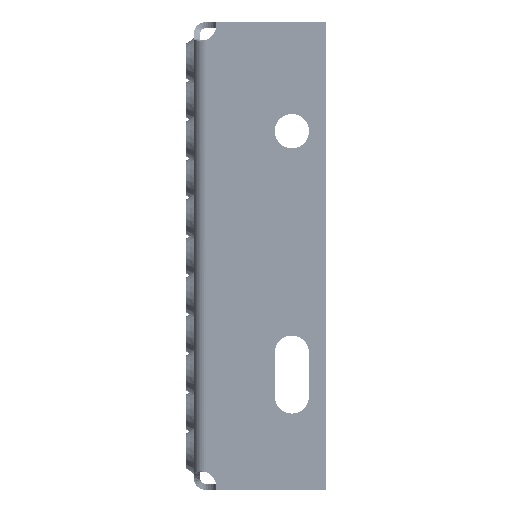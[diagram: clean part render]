
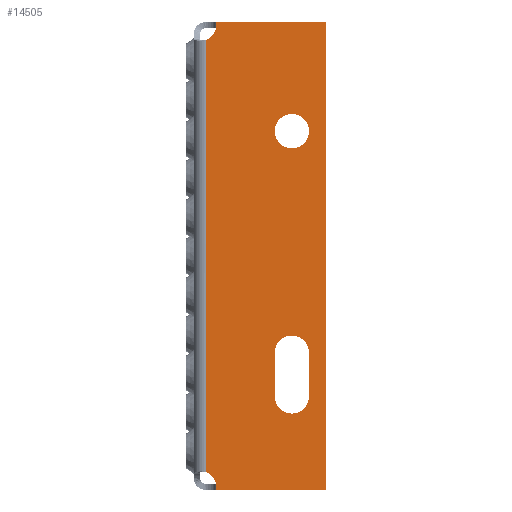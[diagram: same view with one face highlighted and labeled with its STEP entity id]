
A CAD part, left-side view. The second image highlights one B-rep face of the part: STEP entity #14505.
In plain terms, the highlighted planar face has unit normal (-1, 0, 0).
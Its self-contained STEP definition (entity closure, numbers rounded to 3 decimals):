
#369 = CIRCLE ( 'NONE', #60490, 5. ) ;
#380 = DIRECTION ( 'NONE',  ( 0., 0., 1. ) ) ;
#1077 = EDGE_CURVE ( 'NONE', #123463, #101942, #369, .T. ) ;
#4101 = VERTEX_POINT ( 'NONE', #53847 ) ;
#4492 = ORIENTED_EDGE ( 'NONE', *, *, #119160, .T. ) ;
#5711 = FACE_OUTER_BOUND ( 'NONE', #27488, .T. ) ;
#6443 = LINE ( 'NONE', #66724, #113538 ) ;
#6873 = DIRECTION ( 'NONE',  ( 0., 0., -1. ) ) ;
#7075 = ORIENTED_EDGE ( 'NONE', *, *, #131052, .T. ) ;
#8938 = ORIENTED_EDGE ( 'NONE', *, *, #72596, .T. ) ;
#9782 = DIRECTION ( 'NONE',  ( 0., -1., 0. ) ) ;
#9987 = CARTESIAN_POINT ( 'NONE',  ( -400., -4., 69.302 ) ) ;
#13013 = AXIS2_PLACEMENT_3D ( 'NONE', #28482, #100938, #38905 ) ;
#13287 = DIRECTION ( 'NONE',  ( -1., 0., 0. ) ) ;
#14487 = CARTESIAN_POINT ( 'NONE',  ( -400., -7.187, 75. ) ) ;
#14505 = ADVANCED_FACE ( 'NONE', ( #33393, #88469, #5711 ), #84597, .T. ) ;
#14648 = ORIENTED_EDGE ( 'NONE', *, *, #42224, .F. ) ;
#19574 = DIRECTION ( 'NONE',  ( 0., 0., 1. ) ) ;
#20150 = EDGE_CURVE ( 'NONE', #41749, #131802, #134240, .T. ) ;
#20430 = VECTOR ( 'NONE', #19574, 1000. ) ;
#22939 = DIRECTION ( 'NONE',  ( 0., 0., 1. ) ) ;
#25590 = ORIENTED_EDGE ( 'NONE', *, *, #1077, .T. ) ;
#27249 = ORIENTED_EDGE ( 'NONE', *, *, #75775, .F. ) ;
#27340 = CARTESIAN_POINT ( 'NONE',  ( -400., -25.998, -74. ) ) ;
#27488 = EDGE_LOOP ( 'NONE', ( #31140, #25590, #71901, #8938, #4492, #7075 ) ) ;
#28482 = CARTESIAN_POINT ( 'NONE',  ( -400., -31.498, 40. ) ) ;
#30454 = CARTESIAN_POINT ( 'NONE',  ( -400., -42.498, 75. ) ) ;
#31140 = ORIENTED_EDGE ( 'NONE', *, *, #97226, .F. ) ;
#33393 = FACE_BOUND ( 'NONE', #43097, .T. ) ;
#34426 = CIRCLE ( 'NONE', #64213, 5.5 ) ;
#35973 = DIRECTION ( 'NONE',  ( 0., 0., 1. ) ) ;
#36085 = CARTESIAN_POINT ( 'NONE',  ( -400., -36.998, 40. ) ) ;
#37881 = EDGE_CURVE ( 'NONE', #4101, #123235, #44439, .T. ) ;
#38905 = DIRECTION ( 'NONE',  ( 0., -1., 0. ) ) ;
#39648 = CARTESIAN_POINT ( 'NONE',  ( -400., -31.498, -45. ) ) ;
#41749 = VERTEX_POINT ( 'NONE', #109487 ) ;
#42224 = EDGE_CURVE ( 'NONE', #123235, #132380, #57771, .T. ) ;
#42332 = DIRECTION ( 'NONE',  ( 0., 0., 1. ) ) ;
#43097 = EDGE_LOOP ( 'NONE', ( #78991, #128547, #27249, #14648 ) ) ;
#43839 = EDGE_CURVE ( 'NONE', #99213, #4101, #6443, .T. ) ;
#44439 = CIRCLE ( 'NONE', #62912, 5.5 ) ;
#48107 = VERTEX_POINT ( 'NONE', #107494 ) ;
#48252 = AXIS2_PLACEMENT_3D ( 'NONE', #115914, #85055, #22939 ) ;
#49079 = ORIENTED_EDGE ( 'NONE', *, *, #129802, .F. ) ;
#50022 = DIRECTION ( 'NONE',  ( 0., -1., 0. ) ) ;
#50874 = CARTESIAN_POINT ( 'NONE',  ( -400., -42.498, -75. ) ) ;
#52446 = CARTESIAN_POINT ( 'NONE',  ( -400., -2.288, -74. ) ) ;
#53847 = CARTESIAN_POINT ( 'NONE',  ( -400., -36.998, -31. ) ) ;
#57369 = VERTEX_POINT ( 'NONE', #9987 ) ;
#57465 = CARTESIAN_POINT ( 'NONE',  ( -400., -36.998, -45. ) ) ;
#57771 = LINE ( 'NONE', #27340, #134106 ) ;
#60490 = AXIS2_PLACEMENT_3D ( 'NONE', #52446, #125008, #62850 ) ;
#62485 = DIRECTION ( 'NONE',  ( 1., 0., 0. ) ) ;
#62850 = DIRECTION ( 'NONE',  ( 0., 0., 1. ) ) ;
#62912 = AXIS2_PLACEMENT_3D ( 'NONE', #134148, #71961, #9782 ) ;
#63794 = LINE ( 'NONE', #84620, #84905 ) ;
#64213 = AXIS2_PLACEMENT_3D ( 'NONE', #39648, #112094, #50022 ) ;
#66724 = CARTESIAN_POINT ( 'NONE',  ( -400., -36.998, -74. ) ) ;
#71901 = ORIENTED_EDGE ( 'NONE', *, *, #115298, .T. ) ;
#71961 = DIRECTION ( 'NONE',  ( -1., 0., 0. ) ) ;
#72596 = EDGE_CURVE ( 'NONE', #48107, #126162, #75624, .T. ) ;
#75453 = CARTESIAN_POINT ( 'NONE',  ( -400., -31.498, 40. ) ) ;
#75624 = LINE ( 'NONE', #50874, #20430 ) ;
#75775 = EDGE_CURVE ( 'NONE', #132380, #99213, #34426, .T. ) ;
#75871 = AXIS2_PLACEMENT_3D ( 'NONE', #124649, #62485, #380 ) ;
#77210 = CARTESIAN_POINT ( 'NONE',  ( -400., -25.998, -45. ) ) ;
#78991 = ORIENTED_EDGE ( 'NONE', *, *, #37881, .F. ) ;
#82287 = EDGE_LOOP ( 'NONE', ( #126463, #49079 ) ) ;
#82360 = CIRCLE ( 'NONE', #13013, 5.5 ) ;
#84597 = PLANE ( 'NONE',  #48252 ) ;
#84620 = CARTESIAN_POINT ( 'NONE',  ( -400., -7.187, -75. ) ) ;
#84905 = VECTOR ( 'NONE', #115953, 1000. ) ;
#85055 = DIRECTION ( 'NONE',  ( -1., 0., 0. ) ) ;
#85395 = CARTESIAN_POINT ( 'NONE',  ( -400., -25.998, -31. ) ) ;
#85829 = DIRECTION ( 'NONE',  ( 0., -1., 0. ) ) ;
#88469 = FACE_BOUND ( 'NONE', #82287, .T. ) ;
#95000 = CIRCLE ( 'NONE', #75871, 5. ) ;
#96289 = LINE ( 'NONE', #104406, #120672 ) ;
#97226 = EDGE_CURVE ( 'NONE', #123463, #57369, #96289, .T. ) ;
#98684 = VERTEX_POINT ( 'NONE', #14487 ) ;
#99213 = VERTEX_POINT ( 'NONE', #57465 ) ;
#100938 = DIRECTION ( 'NONE',  ( -1., 0., 0. ) ) ;
#101695 = VECTOR ( 'NONE', #113353, 1000. ) ;
#101942 = VERTEX_POINT ( 'NONE', #126449 ) ;
#104406 = CARTESIAN_POINT ( 'NONE',  ( -400., -4., -74. ) ) ;
#104953 = LINE ( 'NONE', #30454, #101695 ) ;
#107494 = CARTESIAN_POINT ( 'NONE',  ( -400., -42.498, -75. ) ) ;
#109487 = CARTESIAN_POINT ( 'NONE',  ( -400., -25.998, 40. ) ) ;
#112094 = DIRECTION ( 'NONE',  ( -1., 0., 0. ) ) ;
#113353 = DIRECTION ( 'NONE',  ( 0., 1., 0. ) ) ;
#113538 = VECTOR ( 'NONE', #35973, 1000. ) ;
#115298 = EDGE_CURVE ( 'NONE', #101942, #48107, #63794, .T. ) ;
#115914 = CARTESIAN_POINT ( 'NONE',  ( -400., -2.288, -74. ) ) ;
#115953 = DIRECTION ( 'NONE',  ( 0., -1., 0. ) ) ;
#119160 = EDGE_CURVE ( 'NONE', #126162, #98684, #104953, .T. ) ;
#119932 = AXIS2_PLACEMENT_3D ( 'NONE', #75453, #13287, #85829 ) ;
#120672 = VECTOR ( 'NONE', #42332, 1000. ) ;
#123235 = VERTEX_POINT ( 'NONE', #85395 ) ;
#123463 = VERTEX_POINT ( 'NONE', #130746 ) ;
#124649 = CARTESIAN_POINT ( 'NONE',  ( -400., -2.288, 74. ) ) ;
#125008 = DIRECTION ( 'NONE',  ( 1., 0., 0. ) ) ;
#125614 = CARTESIAN_POINT ( 'NONE',  ( -400., -42.498, 75. ) ) ;
#126162 = VERTEX_POINT ( 'NONE', #125614 ) ;
#126449 = CARTESIAN_POINT ( 'NONE',  ( -400., -7.187, -75. ) ) ;
#126463 = ORIENTED_EDGE ( 'NONE', *, *, #20150, .F. ) ;
#128547 = ORIENTED_EDGE ( 'NONE', *, *, #43839, .F. ) ;
#129802 = EDGE_CURVE ( 'NONE', #131802, #41749, #82360, .T. ) ;
#130746 = CARTESIAN_POINT ( 'NONE',  ( -400., -4., -69.302 ) ) ;
#131052 = EDGE_CURVE ( 'NONE', #98684, #57369, #95000, .T. ) ;
#131802 = VERTEX_POINT ( 'NONE', #36085 ) ;
#132380 = VERTEX_POINT ( 'NONE', #77210 ) ;
#134106 = VECTOR ( 'NONE', #6873, 1000. ) ;
#134148 = CARTESIAN_POINT ( 'NONE',  ( -400., -31.498, -31. ) ) ;
#134240 = CIRCLE ( 'NONE', #119932, 5.5 ) ;
